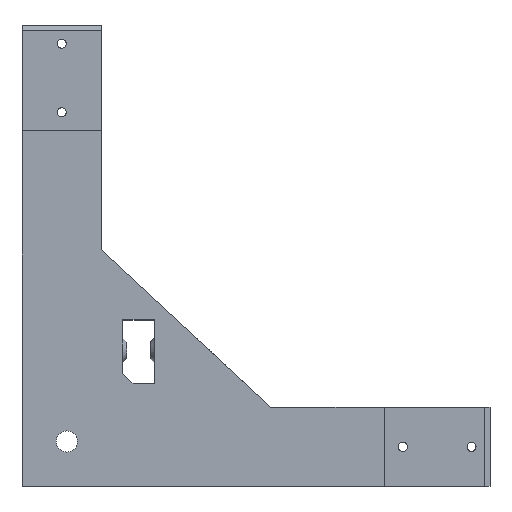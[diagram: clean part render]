
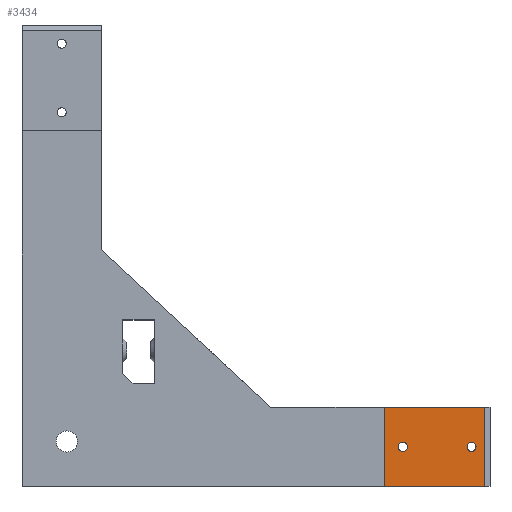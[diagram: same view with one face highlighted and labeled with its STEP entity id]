
A CAD part, top view. The second image highlights one B-rep face of the part: STEP entity #3434.
In plain terms, the highlighted planar face has unit normal (0, 0, 1).
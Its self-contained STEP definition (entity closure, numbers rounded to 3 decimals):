
#124 = PLANE('',#125);
#125 = AXIS2_PLACEMENT_3D('',#126,#127,#128);
#126 = CARTESIAN_POINT('',(0.57,-0.27,170.));
#127 = DIRECTION('',(0.,-1.,0.));
#128 = DIRECTION('',(1.,0.,0.));
#731 = PLANE('',#732);
#732 = AXIS2_PLACEMENT_3D('',#733,#734,#735);
#733 = CARTESIAN_POINT('',(137.569,-93.,170.092));
#734 = DIRECTION('',(-1.,0.,0.));
#735 = DIRECTION('',(0.,0.,-1.));
#758 = PLANE('',#759);
#759 = AXIS2_PLACEMENT_3D('',#760,#761,#762);
#760 = CARTESIAN_POINT('',(177.57,29.73,170.));
#761 = DIRECTION('',(0.,1.,0.));
#762 = DIRECTION('',(-1.,0.,0.));
#1035 = EDGE_CURVE('',#1036,#1038,#1040,.T.);
#1036 = VERTEX_POINT('',#1037);
#1037 = CARTESIAN_POINT('',(137.569,-0.27,160.));
#1038 = VERTEX_POINT('',#1039);
#1039 = CARTESIAN_POINT('',(175.57,-0.27,160.));
#1040 = SURFACE_CURVE('',#1041,(#1045,#1051),.PCURVE_S1.);
#1041 = LINE('',#1042,#1043);
#1042 = CARTESIAN_POINT('',(69.07,-0.27,160.));
#1043 = VECTOR('',#1044,1.);
#1044 = DIRECTION('',(1.,0.,0.));
#1045 = PCURVE('',#124,#1046);
#1046 = DEFINITIONAL_REPRESENTATION('',(#1047),#1050);
#1047 = B_SPLINE_CURVE_WITH_KNOTS('',1,(#1048,#1049),.UNSPECIFIED.,.F.,
  .F.,(2,2),(68.5,108.5),.PIECEWISE_BEZIER_KNOTS.);
#1048 = CARTESIAN_POINT('',(136.999,-10.));
#1049 = CARTESIAN_POINT('',(177.,-10.));
#1050 = ( GEOMETRIC_REPRESENTATION_CONTEXT(2) 
PARAMETRIC_REPRESENTATION_CONTEXT() REPRESENTATION_CONTEXT('2D SPACE',''
  ) );
#1051 = PCURVE('',#1052,#1057);
#1052 = PLANE('',#1053);
#1053 = AXIS2_PLACEMENT_3D('',#1054,#1055,#1056);
#1054 = CARTESIAN_POINT('',(137.569,-93.,160.));
#1055 = DIRECTION('',(0.,0.,-1.));
#1056 = DIRECTION('',(1.,0.,0.));
#1057 = DEFINITIONAL_REPRESENTATION('',(#1058),#1061);
#1058 = B_SPLINE_CURVE_WITH_KNOTS('',1,(#1059,#1060),.UNSPECIFIED.,.F.,
  .F.,(2,2),(68.5,108.5),.PIECEWISE_BEZIER_KNOTS.);
#1059 = CARTESIAN_POINT('',(0.,-92.73));
#1060 = CARTESIAN_POINT('',(40.001,-92.73));
#1061 = ( GEOMETRIC_REPRESENTATION_CONTEXT(2) 
PARAMETRIC_REPRESENTATION_CONTEXT() REPRESENTATION_CONTEXT('2D SPACE',''
  ) );
#1333 = PLANE('',#1334);
#1334 = AXIS2_PLACEMENT_3D('',#1335,#1336,#1337);
#1335 = CARTESIAN_POINT('',(176.57,-0.27,159.));
#1336 = DIRECTION('',(-0.707,0.,-0.707));
#1337 = DIRECTION('',(0.,1.,0.));
#2632 = EDGE_CURVE('',#1036,#2633,#2635,.T.);
#2633 = VERTEX_POINT('',#2634);
#2634 = CARTESIAN_POINT('',(137.569,29.73,160.));
#2635 = SURFACE_CURVE('',#2636,(#2640,#2647),.PCURVE_S1.);
#2636 = LINE('',#2637,#2638);
#2637 = CARTESIAN_POINT('',(137.569,-93.,160.));
#2638 = VECTOR('',#2639,1.);
#2639 = DIRECTION('',(0.,1.,0.));
#2640 = PCURVE('',#731,#2641);
#2641 = DEFINITIONAL_REPRESENTATION('',(#2642),#2646);
#2642 = LINE('',#2643,#2644);
#2643 = CARTESIAN_POINT('',(10.092,0.));
#2644 = VECTOR('',#2645,1.);
#2645 = DIRECTION('',(0.,-1.));
#2646 = ( GEOMETRIC_REPRESENTATION_CONTEXT(2) 
PARAMETRIC_REPRESENTATION_CONTEXT() REPRESENTATION_CONTEXT('2D SPACE',''
  ) );
#2647 = PCURVE('',#1052,#2648);
#2648 = DEFINITIONAL_REPRESENTATION('',(#2649),#2653);
#2649 = LINE('',#2650,#2651);
#2650 = CARTESIAN_POINT('',(0.,0.));
#2651 = VECTOR('',#2652,1.);
#2652 = DIRECTION('',(0.,-1.));
#2653 = ( GEOMETRIC_REPRESENTATION_CONTEXT(2) 
PARAMETRIC_REPRESENTATION_CONTEXT() REPRESENTATION_CONTEXT('2D SPACE',''
  ) );
#2679 = EDGE_CURVE('',#2680,#2633,#2682,.T.);
#2680 = VERTEX_POINT('',#2681);
#2681 = CARTESIAN_POINT('',(175.57,29.73,160.));
#2682 = SURFACE_CURVE('',#2683,(#2687,#2693),.PCURVE_S1.);
#2683 = LINE('',#2684,#2685);
#2684 = CARTESIAN_POINT('',(157.57,29.73,160.));
#2685 = VECTOR('',#2686,1.);
#2686 = DIRECTION('',(-1.,0.,0.));
#2687 = PCURVE('',#758,#2688);
#2688 = DEFINITIONAL_REPRESENTATION('',(#2689),#2692);
#2689 = B_SPLINE_CURVE_WITH_KNOTS('',1,(#2690,#2691),.UNSPECIFIED.,.F.,
  .F.,(2,2),(-20.,20.),.PIECEWISE_BEZIER_KNOTS.);
#2690 = CARTESIAN_POINT('',(0.,-10.));
#2691 = CARTESIAN_POINT('',(40.001,-10.));
#2692 = ( GEOMETRIC_REPRESENTATION_CONTEXT(2) 
PARAMETRIC_REPRESENTATION_CONTEXT() REPRESENTATION_CONTEXT('2D SPACE',''
  ) );
#2693 = PCURVE('',#1052,#2694);
#2694 = DEFINITIONAL_REPRESENTATION('',(#2695),#2698);
#2695 = B_SPLINE_CURVE_WITH_KNOTS('',1,(#2696,#2697),.UNSPECIFIED.,.F.,
  .F.,(2,2),(-20.,20.),.PIECEWISE_BEZIER_KNOTS.);
#2696 = CARTESIAN_POINT('',(40.001,-122.73));
#2697 = CARTESIAN_POINT('',(0.,-122.73));
#2698 = ( GEOMETRIC_REPRESENTATION_CONTEXT(2) 
PARAMETRIC_REPRESENTATION_CONTEXT() REPRESENTATION_CONTEXT('2D SPACE',''
  ) );
#3434 = ADVANCED_FACE('',(#3435,#3461,#3496),#1052,.F.);
#3435 = FACE_BOUND('',#3436,.F.);
#3436 = EDGE_LOOP('',(#3437,#3438,#3439,#3440));
#3437 = ORIENTED_EDGE('',*,*,#1035,.F.);
#3438 = ORIENTED_EDGE('',*,*,#2632,.T.);
#3439 = ORIENTED_EDGE('',*,*,#2679,.F.);
#3440 = ORIENTED_EDGE('',*,*,#3441,.F.);
#3441 = EDGE_CURVE('',#1038,#2680,#3442,.T.);
#3442 = SURFACE_CURVE('',#3443,(#3447,#3454),.PCURVE_S1.);
#3443 = LINE('',#3444,#3445);
#3444 = CARTESIAN_POINT('',(175.57,-0.27,160.));
#3445 = VECTOR('',#3446,1.);
#3446 = DIRECTION('',(0.,1.,0.));
#3447 = PCURVE('',#1052,#3448);
#3448 = DEFINITIONAL_REPRESENTATION('',(#3449),#3453);
#3449 = LINE('',#3450,#3451);
#3450 = CARTESIAN_POINT('',(38.001,-92.73));
#3451 = VECTOR('',#3452,1.);
#3452 = DIRECTION('',(0.,-1.));
#3453 = ( GEOMETRIC_REPRESENTATION_CONTEXT(2) 
PARAMETRIC_REPRESENTATION_CONTEXT() REPRESENTATION_CONTEXT('2D SPACE',''
  ) );
#3454 = PCURVE('',#1333,#3455);
#3455 = DEFINITIONAL_REPRESENTATION('',(#3456),#3460);
#3456 = LINE('',#3457,#3458);
#3457 = CARTESIAN_POINT('',(0.,-1.414));
#3458 = VECTOR('',#3459,1.);
#3459 = DIRECTION('',(1.,0.));
#3460 = ( GEOMETRIC_REPRESENTATION_CONTEXT(2) 
PARAMETRIC_REPRESENTATION_CONTEXT() REPRESENTATION_CONTEXT('2D SPACE',''
  ) );
#3461 = FACE_BOUND('',#3462,.F.);
#3462 = EDGE_LOOP('',(#3463));
#3463 = ORIENTED_EDGE('',*,*,#3464,.T.);
#3464 = EDGE_CURVE('',#3465,#3465,#3467,.T.);
#3465 = VERTEX_POINT('',#3466);
#3466 = CARTESIAN_POINT('',(146.285,14.727,160.));
#3467 = SURFACE_CURVE('',#3468,(#3473,#3484),.PCURVE_S1.);
#3468 = CIRCLE('',#3469,1.698);
#3469 = AXIS2_PLACEMENT_3D('',#3470,#3471,#3472);
#3470 = CARTESIAN_POINT('',(144.586,14.727,160.));
#3471 = DIRECTION('',(0.,0.,1.));
#3472 = DIRECTION('',(1.,0.,0.));
#3473 = PCURVE('',#1052,#3474);
#3474 = DEFINITIONAL_REPRESENTATION('',(#3475),#3483);
#3475 = ( BOUNDED_CURVE() B_SPLINE_CURVE(2,(#3476,#3477,#3478,#3479,
#3480,#3481,#3482),.UNSPECIFIED.,.T.,.F.) B_SPLINE_CURVE_WITH_KNOTS((1,2
    ,2,2,2,1),(-2.094,0.,2.094,4.189,
6.283,8.378),.UNSPECIFIED.) CURVE() 
GEOMETRIC_REPRESENTATION_ITEM() RATIONAL_B_SPLINE_CURVE((1.,0.5,1.,0.5,
1.,0.5,1.)) REPRESENTATION_ITEM('') );
#3476 = CARTESIAN_POINT('',(8.716,-107.727));
#3477 = CARTESIAN_POINT('',(8.716,-110.669));
#3478 = CARTESIAN_POINT('',(6.168,-109.198));
#3479 = CARTESIAN_POINT('',(3.621,-107.727));
#3480 = CARTESIAN_POINT('',(6.168,-106.257));
#3481 = CARTESIAN_POINT('',(8.716,-104.786));
#3482 = CARTESIAN_POINT('',(8.716,-107.727));
#3483 = ( GEOMETRIC_REPRESENTATION_CONTEXT(2) 
PARAMETRIC_REPRESENTATION_CONTEXT() REPRESENTATION_CONTEXT('2D SPACE',''
  ) );
#3484 = PCURVE('',#3485,#3490);
#3485 = CYLINDRICAL_SURFACE('',#3486,1.698);
#3486 = AXIS2_PLACEMENT_3D('',#3487,#3488,#3489);
#3487 = CARTESIAN_POINT('',(144.586,14.727,170.));
#3488 = DIRECTION('',(0.,0.,1.));
#3489 = DIRECTION('',(1.,0.,0.));
#3490 = DEFINITIONAL_REPRESENTATION('',(#3491),#3495);
#3491 = LINE('',#3492,#3493);
#3492 = CARTESIAN_POINT('',(0.,-10.));
#3493 = VECTOR('',#3494,1.);
#3494 = DIRECTION('',(1.,0.));
#3495 = ( GEOMETRIC_REPRESENTATION_CONTEXT(2) 
PARAMETRIC_REPRESENTATION_CONTEXT() REPRESENTATION_CONTEXT('2D SPACE',''
  ) );
#3496 = FACE_BOUND('',#3497,.F.);
#3497 = EDGE_LOOP('',(#3498));
#3498 = ORIENTED_EDGE('',*,*,#3499,.T.);
#3499 = EDGE_CURVE('',#3500,#3500,#3502,.T.);
#3500 = VERTEX_POINT('',#3501);
#3501 = CARTESIAN_POINT('',(172.276,14.727,160.));
#3502 = SURFACE_CURVE('',#3503,(#3508,#3519),.PCURVE_S1.);
#3503 = CIRCLE('',#3504,1.698);
#3504 = AXIS2_PLACEMENT_3D('',#3505,#3506,#3507);
#3505 = CARTESIAN_POINT('',(170.577,14.727,160.));
#3506 = DIRECTION('',(0.,0.,1.));
#3507 = DIRECTION('',(1.,0.,0.));
#3508 = PCURVE('',#1052,#3509);
#3509 = DEFINITIONAL_REPRESENTATION('',(#3510),#3518);
#3510 = ( BOUNDED_CURVE() B_SPLINE_CURVE(2,(#3511,#3512,#3513,#3514,
#3515,#3516,#3517),.UNSPECIFIED.,.T.,.F.) B_SPLINE_CURVE_WITH_KNOTS((1,2
    ,2,2,2,1),(-2.094,0.,2.094,4.189,
6.283,8.378),.UNSPECIFIED.) CURVE() 
GEOMETRIC_REPRESENTATION_ITEM() RATIONAL_B_SPLINE_CURVE((1.,0.5,1.,0.5,
1.,0.5,1.)) REPRESENTATION_ITEM('') );
#3511 = CARTESIAN_POINT('',(34.706,-107.727));
#3512 = CARTESIAN_POINT('',(34.706,-110.669));
#3513 = CARTESIAN_POINT('',(32.159,-109.198));
#3514 = CARTESIAN_POINT('',(29.611,-107.727));
#3515 = CARTESIAN_POINT('',(32.159,-106.257));
#3516 = CARTESIAN_POINT('',(34.706,-104.786));
#3517 = CARTESIAN_POINT('',(34.706,-107.727));
#3518 = ( GEOMETRIC_REPRESENTATION_CONTEXT(2) 
PARAMETRIC_REPRESENTATION_CONTEXT() REPRESENTATION_CONTEXT('2D SPACE',''
  ) );
#3519 = PCURVE('',#3520,#3525);
#3520 = CYLINDRICAL_SURFACE('',#3521,1.698);
#3521 = AXIS2_PLACEMENT_3D('',#3522,#3523,#3524);
#3522 = CARTESIAN_POINT('',(170.577,14.727,170.));
#3523 = DIRECTION('',(0.,0.,1.));
#3524 = DIRECTION('',(1.,0.,0.));
#3525 = DEFINITIONAL_REPRESENTATION('',(#3526),#3530);
#3526 = LINE('',#3527,#3528);
#3527 = CARTESIAN_POINT('',(0.,-10.));
#3528 = VECTOR('',#3529,1.);
#3529 = DIRECTION('',(1.,0.));
#3530 = ( GEOMETRIC_REPRESENTATION_CONTEXT(2) 
PARAMETRIC_REPRESENTATION_CONTEXT() REPRESENTATION_CONTEXT('2D SPACE',''
  ) );
